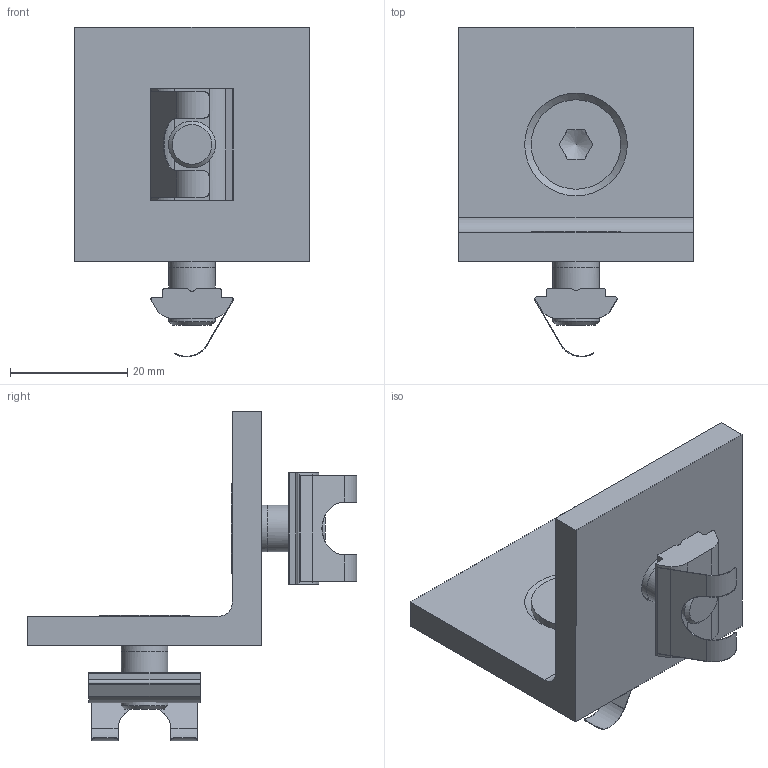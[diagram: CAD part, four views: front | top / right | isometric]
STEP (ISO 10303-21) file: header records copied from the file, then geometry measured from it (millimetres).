
FILE_DESCRIPTION(('STEP AP203'),'1');
FILE_NAME('FIXE10B1228.stp','2023-10-17T12:03:23',(' '),(' '),'Spatial InterOp 3D',' ',' ');
FILE_SCHEMA(('CONFIG_CONTROL_DESIGN'));
Length unit declared in the file: millimetre
Products named in the file (6): Kit Equerre 8 40 - P1040; Equerre 40 - Noire; Kit de fixation; Vis FHC - M8x16; Ecrou coulisseau languette 10 M8
Assembly tree (7 placements, depth 3):
  Kit Equerre 8 40 - P1040
    Equerre 40 - Noire
    Kit de fixation
      Vis FHC - M8x16
      Ecrou coulisseau languette 10 M8
    Kit de fixation
      Vis FHC - M8x16
      Ecrou coulisseau languette 10 M8
Bounding box: 40 x 56.19 x 56.19 mm (x, y, z)
Volume: 17866.9 mm3; surface area: 10875.2 mm2
Topology: 5 solids, 5 shells, 135 faces, 371 edges, 242 vertices
Faces by surface type: plane 76, cylinder 51, cone 8
Full cylindrical faces by diameter (mm): 6.8 x2, 8 x4, 8.4 x2, 15.24 x2
Entity records: 3675 total; most frequent: CARTESIAN_POINT 591, DIRECTION 381, ORIENTED_EDGE 370, EDGE_CURVE 185, PROPERTY_DEFINITION_REPRESENTATION 159, GENERAL_PROPERTY_ASSOCIATION 159, PROPERTY_DEFINITION 159, REPRESENTATION 159
